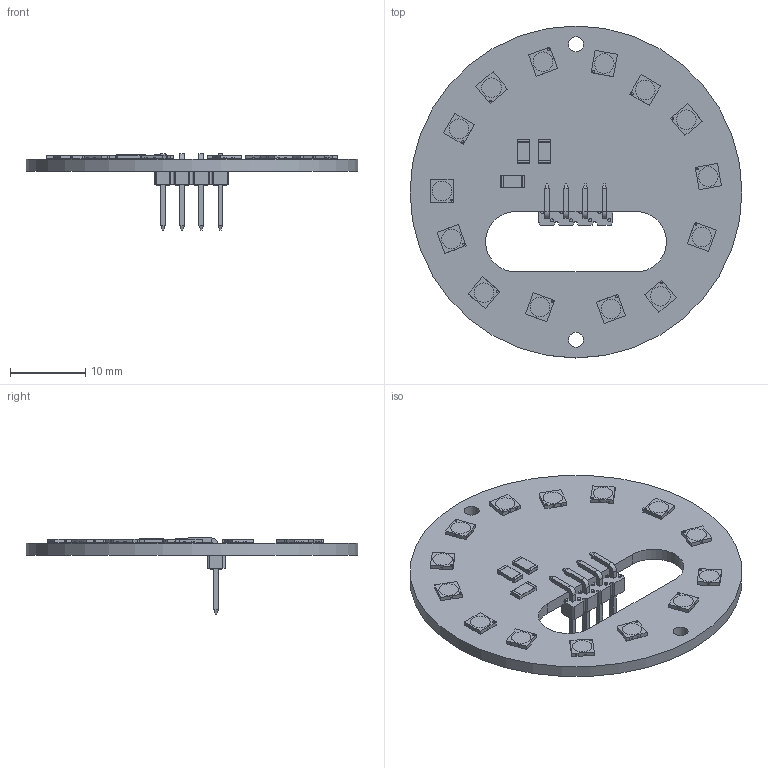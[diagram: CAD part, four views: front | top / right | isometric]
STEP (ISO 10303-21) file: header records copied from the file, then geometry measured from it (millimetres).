
FILE_DESCRIPTION(('KiCad electronic assembly'),'2;1');
FILE_NAME('hueLed.step','2018-07-19T14:07:29',('An Author'),('A Company' ),'Open CASCADE STEP processor 6.8','KiCad to STEP converter', 'Unknown');
FILE_SCHEMA(('AUTOMOTIVE_DESIGN_CC2 { 1 2 10303 214 -1 1 5 4 }'));
Length unit declared in the file: millimetre
Products named in the file (8): Open CASCADE STEP translator 6.8 1; 3mmLED-2; COMPOUND; 4PinBergStik; SOLID; R_1206_3216Metric
Assembly tree (22 placements, depth 3):
  Open CASCADE STEP translator 6.8 1
    3mmLED-2  x14
      COMPOUND
    4PinBergStik
      SOLID
    R_1206_3216Metric  x3
      SOLID
    COMPOUND
Bounding box: 44.05 x 44.05 x 10.09 mm (x, y, z)
Volume: 2279.4 mm3; surface area: 3751.7 mm2
Topology: 47 solids, 47 shells, 1153 faces, 2701 edges, 1770 vertices
Faces by surface type: plane 906, cylinder 247
Full cylindrical faces by diameter (mm): 2 x2, 44.045 x1
Entity records: 24565 total; most frequent: CARTESIAN_POINT 9923, DIRECTION 2523, LINE 1499, VECTOR 1499, ORIENTED_EDGE 1386, PCURVE 1386, DEFINITIONAL_REPRESENTATION 1386, EDGE_CURVE 693
